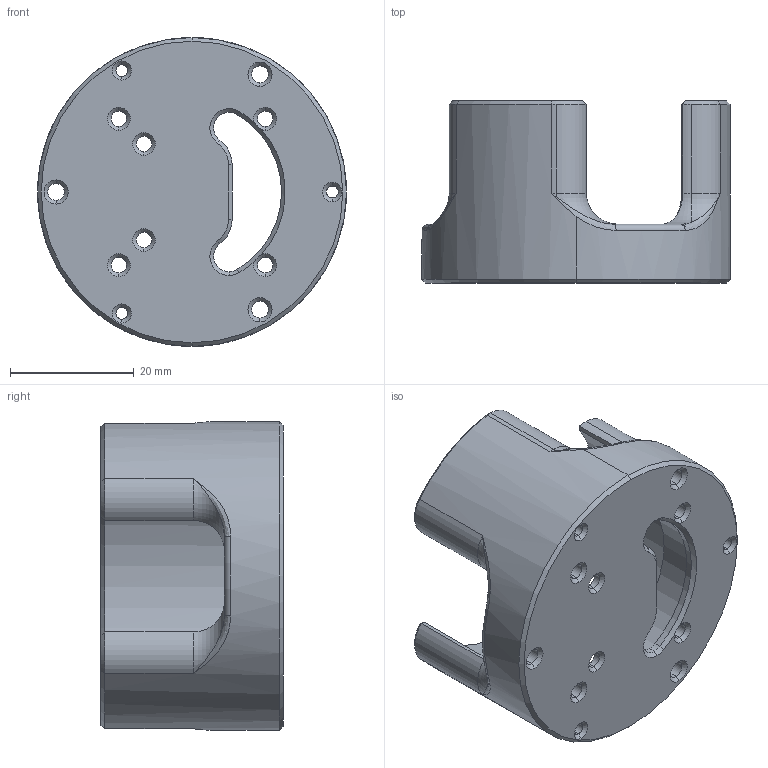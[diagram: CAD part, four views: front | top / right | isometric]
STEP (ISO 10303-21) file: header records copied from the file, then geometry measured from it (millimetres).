
FILE_DESCRIPTION (( 'STEP AP203' ), '1' );
FILE_NAME ('熬厒眊價釱', '2024-02-20T12:13:57', ( '' ), ( '' ), 'SwSTEP 2.0', 'SolidWorks 2022', '' );
FILE_SCHEMA (( 'CONFIG_CONTROL_DESIGN' ));
Length unit declared in the file: millimetre
Products named in the file (1): 减速箱基座__ù×ù__¨′_á¨′
Bounding box: 50 x 29.5 x 50 mm (x, y, z)
Volume: 18030 mm3; surface area: 10154.7 mm2
Topology: 1 solids, 1 shells, 147 faces, 356 edges, 205 vertices
Faces by surface type: cone 55, cylinder 48, plane 21, bspline 12, torus 11
Entity records: 6525 total; most frequent: CARTESIAN_POINT 3026, DIRECTION 747, ORIENTED_EDGE 700, EDGE_CURVE 350, AXIS2_PLACEMENT_3D 315, VERTEX_POINT 205, CIRCLE 179, EDGE_LOOP 173
